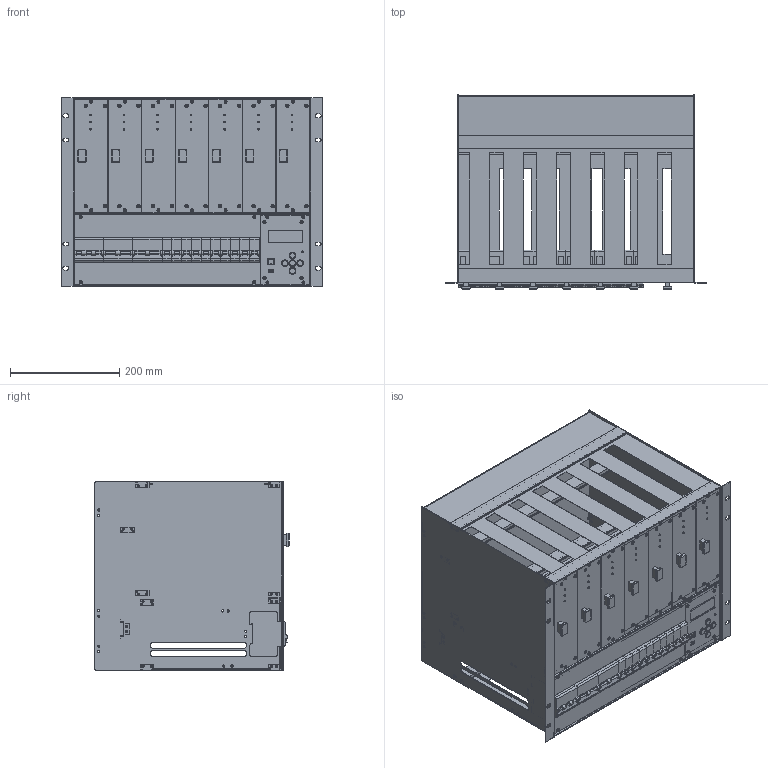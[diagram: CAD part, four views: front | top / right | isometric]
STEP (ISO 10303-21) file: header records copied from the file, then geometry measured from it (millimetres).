
FILE_DESCRIPTION(/* description */ (''),/* implementation_level */ '2;1');
FILE_NAME(/* name */ 'ИБЭП-8U (3D) v1.0.stp',/* time_stamp */ '2022-03-31T16:33:09+07:00',/* author */ ('YA'),/* organization */ (''),/* preprocessor_version */ 'ST-DEVELOPER v17',/* originating_system */ 'Autodesk Inventor 2019',/* authorisation */ '');
FILE_SCHEMA (('AUTOMOTIVE_DESIGN { 1 0 10303 214 3 1 1 }'));
Products named in the file (131): ИБЭП-8U (3D) v1.0; ИБЭП-8U (3D) v1.01; ИБЭП-8U (3D) v1.02; ИБЭП-8U (3D) v1.03; ИБЭП-8U (3D) v1.04; ИБЭП-8U (3D) v1.05; ИБЭП-8U (3D) v1.06; ИБЭП-8U (3D) v1.07; ИБЭП-8U (3D) v1.08; ИБЭП-8U (3D) v1.09; ИБЭП-8U (3D) v1.010; ИБЭП-8U (3D) v1.011; ИБЭП-8U (3D) v1.012; ИБЭП-8U (3D) v1.013; ИБЭП-8U (3D) v1.014; ИБЭП-8U (3D) v1.015; ИБЭП-8U (3D) v1.016; ИБЭП-8U (3D) v1.017; ИБЭП-8U (3D) v1.018; ИБЭП-8U (3D) v1.019; ИБЭП-8U (3D) v1.020; ИБЭП-8U (3D) v1.021; ИБЭП-8U (3D) v1.022; ИБЭП-8U (3D) v1.023; ИБЭП-8U (3D) v1.024; ИБЭП-8U (3D) v1.025; ИБЭП-8U (3D) v1.026; ИБЭП-8U (3D) v1.027; ИБЭП-8U (3D) v1.028; ИБЭП-8U (3D) v1.029; ИБЭП-8U (3D) v1.030; ИБЭП-8U (3D) v1.031; ИБЭП-8U (3D) v1.032; ИБЭП-8U (3D) v1.033; ИБЭП-8U (3D) v1.034; ИБЭП-8U (3D) v1.035; ИБЭП-8U (3D) v1.036; ИБЭП-8U (3D) v1.037; ИБЭП-8U (3D) v1.038; ИБЭП-8U (3D) v1.039 ...
Assembly tree (130 placements, depth 2):
  ИБЭП-8U (3D) v1.0
    ИБЭП-8U (3D) v1.01
    ИБЭП-8U (3D) v1.02
    ИБЭП-8U (3D) v1.03
    ИБЭП-8U (3D) v1.04
    ИБЭП-8U (3D) v1.05
    ИБЭП-8U (3D) v1.06
    ИБЭП-8U (3D) v1.07
    ИБЭП-8U (3D) v1.08
    ИБЭП-8U (3D) v1.09
    ИБЭП-8U (3D) v1.010
    ИБЭП-8U (3D) v1.011
    ИБЭП-8U (3D) v1.012
    ИБЭП-8U (3D) v1.013
    ИБЭП-8U (3D) v1.014
    ИБЭП-8U (3D) v1.015
    ИБЭП-8U (3D) v1.016
    ИБЭП-8U (3D) v1.017
    ИБЭП-8U (3D) v1.018
    ИБЭП-8U (3D) v1.019
    ИБЭП-8U (3D) v1.020
    ИБЭП-8U (3D) v1.021
    ИБЭП-8U (3D) v1.022
    ИБЭП-8U (3D) v1.023
    ИБЭП-8U (3D) v1.024
    ИБЭП-8U (3D) v1.025
    ИБЭП-8U (3D) v1.026
    ИБЭП-8U (3D) v1.027
    ИБЭП-8U (3D) v1.028
    ИБЭП-8U (3D) v1.029
    ИБЭП-8U (3D) v1.030
    ИБЭП-8U (3D) v1.031
    ИБЭП-8U (3D) v1.032
    ИБЭП-8U (3D) v1.033
    ИБЭП-8U (3D) v1.034
    ИБЭП-8U (3D) v1.035
    ИБЭП-8U (3D) v1.036
    ИБЭП-8U (3D) v1.037
    ИБЭП-8U (3D) v1.038
    ИБЭП-8U (3D) v1.039
    ИБЭП-8U (3D) v1.040
    ИБЭП-8U (3D) v1.041
    ИБЭП-8U (3D) v1.042
    ИБЭП-8U (3D) v1.043
    ИБЭП-8U (3D) v1.044
    ИБЭП-8U (3D) v1.045
    ИБЭП-8U (3D) v1.046
    ИБЭП-8U (3D) v1.047
    ИБЭП-8U (3D) v1.048
    ИБЭП-8U (3D) v1.049
    ИБЭП-8U (3D) v1.050
    ИБЭП-8U (3D) v1.051
    ИБЭП-8U (3D) v1.052
    ИБЭП-8U (3D) v1.053
    ИБЭП-8U (3D) v1.054
    ИБЭП-8U (3D) v1.055
    ИБЭП-8U (3D) v1.056
    ИБЭП-8U (3D) v1.057
    ИБЭП-8U (3D) v1.058
    ИБЭП-8U (3D) v1.059
Bounding box: 479.2 x 355.5 x 345 mm (x, y, z)
Volume: 3183078.1 mm3; surface area: 1976583.2 mm2
Topology: 131 solids, 131 shells, 2868 faces, 7626 edges, 5157 vertices
Faces by surface type: plane 2119, cylinder 581, cone 64, bspline 56, torus 27, sphere 21
Full cylindrical faces by diameter (mm): 2 x1, 3 x61, 3.5 x4, 4 x66, 5 x14, 5.6 x22, 6 x34, 12 x5, 12.5 x5
Entity records: 96234 total; most frequent: CARTESIAN_POINT 16339, DIRECTION 15791, ORIENTED_EDGE 15210, EDGE_CURVE 7605, LINE 5565, VECTOR 5565, VERTEX_POINT 5157, AXIS2_PLACEMENT_3D 5113
